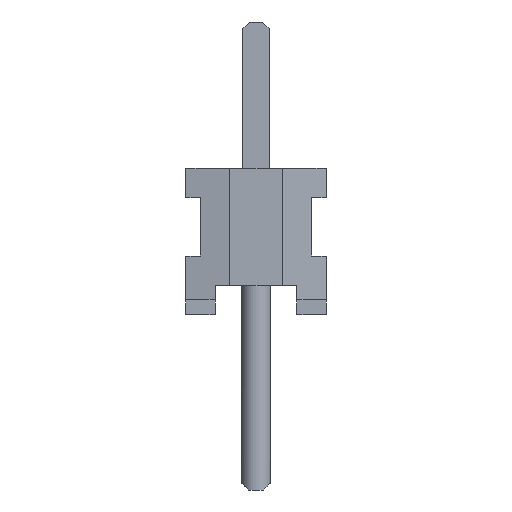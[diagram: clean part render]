
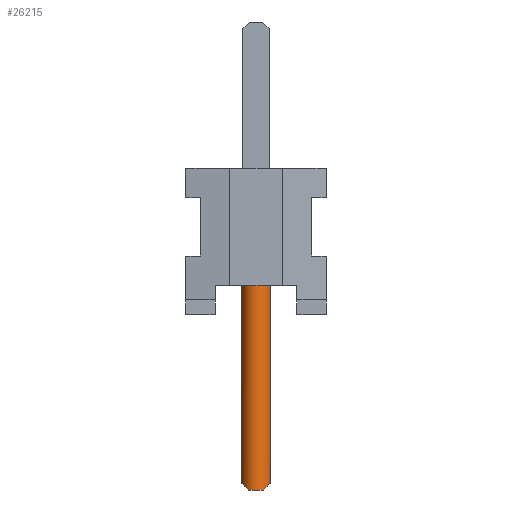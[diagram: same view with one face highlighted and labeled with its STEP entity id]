
A CAD part, left-side view. The second image highlights one B-rep face of the part: STEP entity #26215.
In plain terms, the highlighted cylindrical face has radius 0.254 mm (diameter 0.508 mm), a full revolution.
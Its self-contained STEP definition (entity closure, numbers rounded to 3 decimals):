
#24801 = EDGE_CURVE('',#24802,#24804,#24806,.T.);
#24802 = VERTEX_POINT('',#24803);
#24803 = CARTESIAN_POINT('',(-12.319,0.,1.27));
#24804 = VERTEX_POINT('',#24805);
#24805 = CARTESIAN_POINT('',(-11.845,0.127,1.27));
#24806 = CIRCLE('',#24807,0.254);
#24807 = AXIS2_PLACEMENT_3D('',#24808,#24809,#24810);
#24808 = CARTESIAN_POINT('',(-12.065,0.,1.27));
#24809 = DIRECTION('',(0.,0.,1.));
#24810 = DIRECTION('',(1.,0.,0.));
#24812 = EDGE_CURVE('',#24804,#24802,#24813,.T.);
#24813 = CIRCLE('',#24814,0.254);
#24814 = AXIS2_PLACEMENT_3D('',#24815,#24816,#24817);
#24815 = CARTESIAN_POINT('',(-12.065,0.,1.27));
#24816 = DIRECTION('',(0.,0.,1.));
#24817 = DIRECTION('',(1.,0.,0.));
#26215 = ADVANCED_FACE('',(#26216),#26262,.T.);
#26216 = FACE_BOUND('',#26217,.T.);
#26217 = EDGE_LOOP('',(#26218,#26219,#26226,#26235,#26244,#26253,#26260,
    #26261));
#26218 = ORIENTED_EDGE('',*,*,#24812,.F.);
#26219 = ORIENTED_EDGE('',*,*,#26220,.T.);
#26220 = EDGE_CURVE('',#24804,#26221,#26223,.T.);
#26221 = VERTEX_POINT('',#26222);
#26222 = CARTESIAN_POINT('',(-11.845,0.127,-3.048));
#26223 = B_SPLINE_CURVE_WITH_KNOTS('',1,(#26224,#26225),.UNSPECIFIED.,
  .F.,.F.,(2,2),(0.,4.318),.PIECEWISE_BEZIER_KNOTS.);
#26224 = CARTESIAN_POINT('',(-11.845,0.127,1.27));
#26225 = CARTESIAN_POINT('',(-11.845,0.127,-3.048));
#26226 = ORIENTED_EDGE('',*,*,#26227,.T.);
#26227 = EDGE_CURVE('',#26221,#26228,#26230,.T.);
#26228 = VERTEX_POINT('',#26229);
#26229 = CARTESIAN_POINT('',(-12.285,0.127,-3.048));
#26230 = ELLIPSE('',#26231,0.359,0.254);
#26231 = AXIS2_PLACEMENT_3D('',#26232,#26233,#26234);
#26232 = CARTESIAN_POINT('',(-12.065,0.,-3.175));
#26233 = DIRECTION('',(0.,-0.707,0.707));
#26234 = DIRECTION('',(0.,-0.707,-0.707));
#26235 = ORIENTED_EDGE('',*,*,#26236,.T.);
#26236 = EDGE_CURVE('',#26228,#26237,#26239,.T.);
#26237 = VERTEX_POINT('',#26238);
#26238 = CARTESIAN_POINT('',(-12.285,-0.127,-3.048));
#26239 = CIRCLE('',#26240,0.254);
#26240 = AXIS2_PLACEMENT_3D('',#26241,#26242,#26243);
#26241 = CARTESIAN_POINT('',(-12.065,0.,-3.048));
#26242 = DIRECTION('',(0.,0.,1.));
#26243 = DIRECTION('',(0.,-1.,0.));
#26244 = ORIENTED_EDGE('',*,*,#26245,.T.);
#26245 = EDGE_CURVE('',#26237,#26246,#26248,.T.);
#26246 = VERTEX_POINT('',#26247);
#26247 = CARTESIAN_POINT('',(-11.845,-0.127,-3.048));
#26248 = ELLIPSE('',#26249,0.359,0.254);
#26249 = AXIS2_PLACEMENT_3D('',#26250,#26251,#26252);
#26250 = CARTESIAN_POINT('',(-12.065,0.,-3.175));
#26251 = DIRECTION('',(0.,0.707,0.707));
#26252 = DIRECTION('',(0.,0.707,-0.707));
#26253 = ORIENTED_EDGE('',*,*,#26254,.T.);
#26254 = EDGE_CURVE('',#26246,#26221,#26255,.T.);
#26255 = CIRCLE('',#26256,0.254);
#26256 = AXIS2_PLACEMENT_3D('',#26257,#26258,#26259);
#26257 = CARTESIAN_POINT('',(-12.065,0.,-3.048));
#26258 = DIRECTION('',(0.,0.,1.));
#26259 = DIRECTION('',(0.,-1.,0.));
#26260 = ORIENTED_EDGE('',*,*,#26220,.F.);
#26261 = ORIENTED_EDGE('',*,*,#24801,.F.);
#26262 = CYLINDRICAL_SURFACE('',#26263,0.254);
#26263 = AXIS2_PLACEMENT_3D('',#26264,#26265,#26266);
#26264 = CARTESIAN_POINT('',(-12.065,0.,1.27));
#26265 = DIRECTION('',(0.,0.,-1.));
#26266 = DIRECTION('',(0.,1.,0.));
